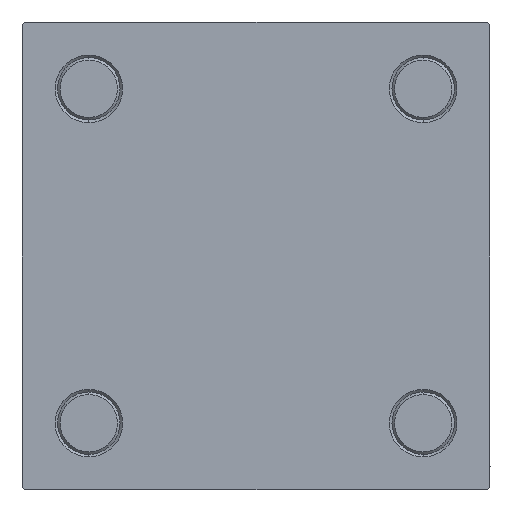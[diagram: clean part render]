
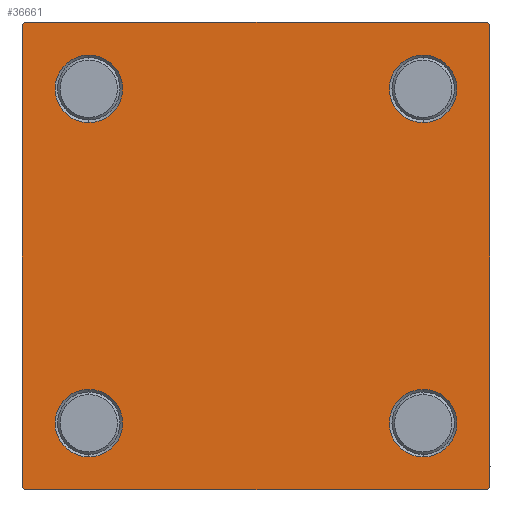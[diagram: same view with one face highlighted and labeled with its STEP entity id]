
A CAD part, left-side view. The second image highlights one B-rep face of the part: STEP entity #36661.
In plain terms, the highlighted planar face has unit normal (-1, 0, 0).
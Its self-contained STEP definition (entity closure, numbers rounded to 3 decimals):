
#633 = CARTESIAN_POINT ( 'NONE',  ( 0., -44.5, 45. ) ) ;
#914 = EDGE_CURVE ( 'NONE', #46615, #15438, #15240, .T. ) ;
#1948 = FACE_BOUND ( 'NONE', #34994, .T. ) ;
#2112 = DIRECTION ( 'NONE',  ( 0., 0., 1. ) ) ;
#2216 = DIRECTION ( 'NONE',  ( -1., 0., 0. ) ) ;
#2248 = CIRCLE ( 'NONE', #39773, 6.5 ) ;
#2253 = AXIS2_PLACEMENT_3D ( 'NONE', #48872, #13050, #50903 ) ;
#3102 = DIRECTION ( 'NONE',  ( 0., -1., 0. ) ) ;
#3337 = CARTESIAN_POINT ( 'NONE',  ( 0., 32.15, -38.65 ) ) ;
#3571 = CARTESIAN_POINT ( 'NONE',  ( 0., -32.15, 32.15 ) ) ;
#3822 = DIRECTION ( 'NONE',  ( 0., -0.707, -0.707 ) ) ;
#3904 = CARTESIAN_POINT ( 'NONE',  ( 0., -45., 44.5 ) ) ;
#4053 = LINE ( 'NONE', #8733, #48553 ) ;
#4303 = DIRECTION ( 'NONE',  ( 0., 0., -1. ) ) ;
#4636 = CIRCLE ( 'NONE', #43034, 6.5 ) ;
#4723 = CARTESIAN_POINT ( 'NONE',  ( 0., 32.15, 25.65 ) ) ;
#4863 = VERTEX_POINT ( 'NONE', #29305 ) ;
#5032 = EDGE_CURVE ( 'NONE', #11257, #49971, #31042, .T. ) ;
#5479 = LINE ( 'NONE', #21429, #27387 ) ;
#5616 = CARTESIAN_POINT ( 'NONE',  ( 0., 0., 0. ) ) ;
#5691 = CARTESIAN_POINT ( 'NONE',  ( 0., -32.15, 25.65 ) ) ;
#5998 = EDGE_CURVE ( 'NONE', #4863, #42551, #4636, .T. ) ;
#7000 = EDGE_LOOP ( 'NONE', ( #43008, #21925 ) ) ;
#7113 = ORIENTED_EDGE ( 'NONE', *, *, #17832, .F. ) ;
#8268 = DIRECTION ( 'NONE',  ( 0., 0., 1. ) ) ;
#8733 = CARTESIAN_POINT ( 'NONE',  ( 0., -45., 45. ) ) ;
#9485 = CARTESIAN_POINT ( 'NONE',  ( 0., 45., 44.5 ) ) ;
#9535 = FACE_BOUND ( 'NONE', #16428, .T. ) ;
#10634 = CARTESIAN_POINT ( 'NONE',  ( 0., 32.15, 32.15 ) ) ;
#10752 = ORIENTED_EDGE ( 'NONE', *, *, #36294, .T. ) ;
#11219 = DIRECTION ( 'NONE',  ( 0., 0., 1. ) ) ;
#11257 = VERTEX_POINT ( 'NONE', #9485 ) ;
#11317 = VERTEX_POINT ( 'NONE', #3904 ) ;
#11356 = ORIENTED_EDGE ( 'NONE', *, *, #35134, .T. ) ;
#11415 = DIRECTION ( 'NONE',  ( 1., 0., 0. ) ) ;
#11641 = EDGE_CURVE ( 'NONE', #32038, #31405, #45160, .T. ) ;
#11938 = VERTEX_POINT ( 'NONE', #43493 ) ;
#13050 = DIRECTION ( 'NONE',  ( 1., 0., 0. ) ) ;
#13883 = LINE ( 'NONE', #46786, #22362 ) ;
#13971 = PLANE ( 'NONE',  #42393 ) ;
#14251 = ORIENTED_EDGE ( 'NONE', *, *, #5032, .T. ) ;
#14300 = CIRCLE ( 'NONE', #43512, 6.5 ) ;
#15240 = LINE ( 'NONE', #34349, #17820 ) ;
#15438 = VERTEX_POINT ( 'NONE', #29538 ) ;
#15824 = LINE ( 'NONE', #27607, #38058 ) ;
#15848 = CARTESIAN_POINT ( 'NONE',  ( 0., 45., 45. ) ) ;
#16111 = CARTESIAN_POINT ( 'NONE',  ( 0., 32.15, 32.15 ) ) ;
#16428 = EDGE_LOOP ( 'NONE', ( #34845, #27592 ) ) ;
#17174 = LINE ( 'NONE', #48529, #17555 ) ;
#17555 = VECTOR ( 'NONE', #44607, 1000. ) ;
#17820 = VECTOR ( 'NONE', #23349, 1000. ) ;
#17832 = EDGE_CURVE ( 'NONE', #11938, #38967, #27409, .T. ) ;
#17958 = VERTEX_POINT ( 'NONE', #23224 ) ;
#18229 = DIRECTION ( 'NONE',  ( 1., 0., 0. ) ) ;
#18518 = VECTOR ( 'NONE', #3102, 1000. ) ;
#19470 = DIRECTION ( 'NONE',  ( 0., 0., 1. ) ) ;
#20211 = DIRECTION ( 'NONE',  ( 1., 0., 0. ) ) ;
#20496 = ORIENTED_EDGE ( 'NONE', *, *, #914, .T. ) ;
#20589 = CARTESIAN_POINT ( 'NONE',  ( 0., -32.15, 38.65 ) ) ;
#21028 = EDGE_CURVE ( 'NONE', #41420, #36756, #27037, .T. ) ;
#21429 = CARTESIAN_POINT ( 'NONE',  ( 0., 44.75, 44.75 ) ) ;
#21561 = DIRECTION ( 'NONE',  ( 0., 0., 1. ) ) ;
#21925 = ORIENTED_EDGE ( 'NONE', *, *, #50724, .T. ) ;
#22362 = VECTOR ( 'NONE', #26176, 1000. ) ;
#22457 = CARTESIAN_POINT ( 'NONE',  ( 0., 45., 45. ) ) ;
#22739 = DIRECTION ( 'NONE',  ( 1., 0., 0. ) ) ;
#23030 = ORIENTED_EDGE ( 'NONE', *, *, #43431, .F. ) ;
#23224 = CARTESIAN_POINT ( 'NONE',  ( 0., 32.15, -25.65 ) ) ;
#23349 = DIRECTION ( 'NONE',  ( 0., -0.707, 0.707 ) ) ;
#23627 = EDGE_CURVE ( 'NONE', #17958, #35545, #33788, .T. ) ;
#23661 = AXIS2_PLACEMENT_3D ( 'NONE', #47184, #28098, #19470 ) ;
#23728 = ORIENTED_EDGE ( 'NONE', *, *, #5998, .T. ) ;
#23774 = AXIS2_PLACEMENT_3D ( 'NONE', #31303, #11415, #2112 ) ;
#26176 = DIRECTION ( 'NONE',  ( 0., 0.707, 0.707 ) ) ;
#27037 = CIRCLE ( 'NONE', #23661, 6.5 ) ;
#27107 = AXIS2_PLACEMENT_3D ( 'NONE', #38939, #22739, #11219 ) ;
#27387 = VECTOR ( 'NONE', #29529, 1000. ) ;
#27409 = LINE ( 'NONE', #22457, #18518 ) ;
#27555 = CARTESIAN_POINT ( 'NONE',  ( 0., -32.15, -32.15 ) ) ;
#27592 = ORIENTED_EDGE ( 'NONE', *, *, #29415, .T. ) ;
#27607 = CARTESIAN_POINT ( 'NONE',  ( 0., 44.75, -44.75 ) ) ;
#28098 = DIRECTION ( 'NONE',  ( 1., 0., 0. ) ) ;
#28154 = DIRECTION ( 'NONE',  ( 0., 0., -1. ) ) ;
#28291 = ORIENTED_EDGE ( 'NONE', *, *, #21028, .T. ) ;
#29148 = EDGE_LOOP ( 'NONE', ( #23728, #31511 ) ) ;
#29305 = CARTESIAN_POINT ( 'NONE',  ( 0., 32.15, 38.65 ) ) ;
#29415 = EDGE_CURVE ( 'NONE', #31405, #32038, #51470, .T. ) ;
#29529 = DIRECTION ( 'NONE',  ( 0., 0.707, -0.707 ) ) ;
#29538 = CARTESIAN_POINT ( 'NONE',  ( 0., -45., -44.5 ) ) ;
#30179 = FACE_BOUND ( 'NONE', #7000, .T. ) ;
#30990 = AXIS2_PLACEMENT_3D ( 'NONE', #3571, #42793, #47480 ) ;
#31042 = LINE ( 'NONE', #15848, #38818 ) ;
#31291 = CIRCLE ( 'NONE', #23774, 6.5 ) ;
#31303 = CARTESIAN_POINT ( 'NONE',  ( 0., 32.15, -32.15 ) ) ;
#31405 = VERTEX_POINT ( 'NONE', #5691 ) ;
#31511 = ORIENTED_EDGE ( 'NONE', *, *, #42162, .T. ) ;
#32038 = VERTEX_POINT ( 'NONE', #20589 ) ;
#32315 = EDGE_CURVE ( 'NONE', #49971, #43077, #15824, .T. ) ;
#33270 = EDGE_CURVE ( 'NONE', #36756, #41420, #2248, .T. ) ;
#33788 = CIRCLE ( 'NONE', #27107, 6.5 ) ;
#34176 = DIRECTION ( 'NONE',  ( 0., 0., 1. ) ) ;
#34349 = CARTESIAN_POINT ( 'NONE',  ( 0., -44.75, -44.75 ) ) ;
#34845 = ORIENTED_EDGE ( 'NONE', *, *, #11641, .T. ) ;
#34994 = EDGE_LOOP ( 'NONE', ( #38835, #28291 ) ) ;
#35134 = EDGE_CURVE ( 'NONE', #11317, #38967, #13883, .T. ) ;
#35460 = CARTESIAN_POINT ( 'NONE',  ( 0., 45., -44.5 ) ) ;
#35545 = VERTEX_POINT ( 'NONE', #3337 ) ;
#36146 = DIRECTION ( 'NONE',  ( 0., 0., 1. ) ) ;
#36294 = EDGE_CURVE ( 'NONE', #11938, #11257, #5479, .T. ) ;
#36661 = ADVANCED_FACE ( 'NONE', ( #9535, #1948, #30179, #50284, #41426 ), #13971, .T. ) ;
#36756 = VERTEX_POINT ( 'NONE', #51553 ) ;
#37232 = CARTESIAN_POINT ( 'NONE',  ( 0., 44.5, -45. ) ) ;
#38058 = VECTOR ( 'NONE', #3822, 1000. ) ;
#38818 = VECTOR ( 'NONE', #28154, 1000. ) ;
#38835 = ORIENTED_EDGE ( 'NONE', *, *, #33270, .T. ) ;
#38854 = CARTESIAN_POINT ( 'NONE',  ( 0., -44.5, -45. ) ) ;
#38939 = CARTESIAN_POINT ( 'NONE',  ( 0., 32.15, -32.15 ) ) ;
#38967 = VERTEX_POINT ( 'NONE', #633 ) ;
#39549 = CARTESIAN_POINT ( 'NONE',  ( 0., -32.15, -38.65 ) ) ;
#39678 = EDGE_CURVE ( 'NONE', #43077, #46615, #17174, .T. ) ;
#39773 = AXIS2_PLACEMENT_3D ( 'NONE', #27555, #20211, #36146 ) ;
#41420 = VERTEX_POINT ( 'NONE', #39549 ) ;
#41426 = FACE_OUTER_BOUND ( 'NONE', #48007, .T. ) ;
#42162 = EDGE_CURVE ( 'NONE', #42551, #4863, #14300, .T. ) ;
#42393 = AXIS2_PLACEMENT_3D ( 'NONE', #5616, #2216, #21561 ) ;
#42513 = ORIENTED_EDGE ( 'NONE', *, *, #39678, .T. ) ;
#42551 = VERTEX_POINT ( 'NONE', #4723 ) ;
#42793 = DIRECTION ( 'NONE',  ( 1., 0., 0. ) ) ;
#43008 = ORIENTED_EDGE ( 'NONE', *, *, #23627, .T. ) ;
#43034 = AXIS2_PLACEMENT_3D ( 'NONE', #16111, #44088, #8268 ) ;
#43077 = VERTEX_POINT ( 'NONE', #37232 ) ;
#43431 = EDGE_CURVE ( 'NONE', #11317, #15438, #4053, .T. ) ;
#43493 = CARTESIAN_POINT ( 'NONE',  ( 0., 44.5, 45. ) ) ;
#43512 = AXIS2_PLACEMENT_3D ( 'NONE', #10634, #18229, #34176 ) ;
#44088 = DIRECTION ( 'NONE',  ( 1., 0., 0. ) ) ;
#44607 = DIRECTION ( 'NONE',  ( 0., -1., 0. ) ) ;
#45160 = CIRCLE ( 'NONE', #30990, 6.5 ) ;
#46615 = VERTEX_POINT ( 'NONE', #38854 ) ;
#46786 = CARTESIAN_POINT ( 'NONE',  ( 0., -44.75, 44.75 ) ) ;
#47184 = CARTESIAN_POINT ( 'NONE',  ( 0., -32.15, -32.15 ) ) ;
#47252 = ORIENTED_EDGE ( 'NONE', *, *, #32315, .T. ) ;
#47480 = DIRECTION ( 'NONE',  ( 0., 0., 1. ) ) ;
#48007 = EDGE_LOOP ( 'NONE', ( #14251, #47252, #42513, #20496, #23030, #11356, #7113, #10752 ) ) ;
#48529 = CARTESIAN_POINT ( 'NONE',  ( 0., 45., -45. ) ) ;
#48553 = VECTOR ( 'NONE', #4303, 1000. ) ;
#48872 = CARTESIAN_POINT ( 'NONE',  ( 0., -32.15, 32.15 ) ) ;
#49971 = VERTEX_POINT ( 'NONE', #35460 ) ;
#50284 = FACE_BOUND ( 'NONE', #29148, .T. ) ;
#50724 = EDGE_CURVE ( 'NONE', #35545, #17958, #31291, .T. ) ;
#50903 = DIRECTION ( 'NONE',  ( 0., 0., 1. ) ) ;
#51470 = CIRCLE ( 'NONE', #2253, 6.5 ) ;
#51553 = CARTESIAN_POINT ( 'NONE',  ( 0., -32.15, -25.65 ) ) ;
